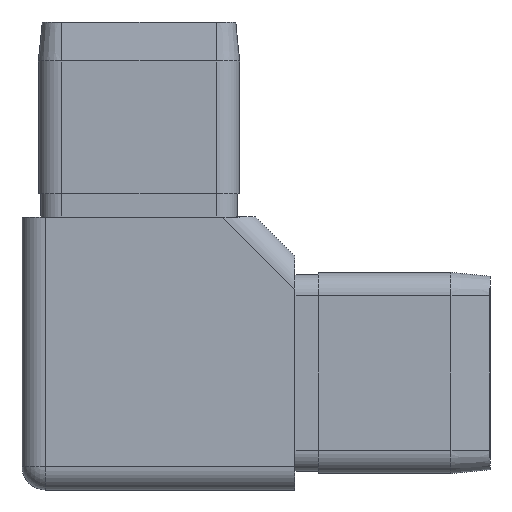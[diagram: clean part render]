
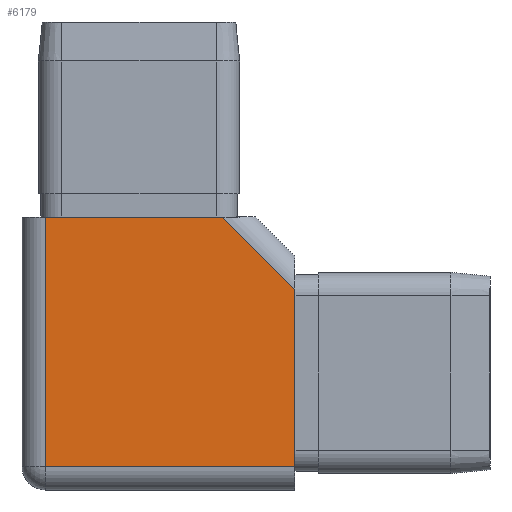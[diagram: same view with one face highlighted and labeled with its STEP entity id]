
A CAD part, left-side view. The second image highlights one B-rep face of the part: STEP entity #6179.
In plain terms, the highlighted planar face has unit normal (-1, 0, 0).
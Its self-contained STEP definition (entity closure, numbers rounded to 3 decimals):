
#16 = CARTESIAN_POINT ( 'NONE',  ( -17.5, -17.5, 17.5 ) ) ;
#919 = CARTESIAN_POINT ( 'NONE',  ( -17.5, -17.5, 8.257 ) ) ;
#1616 = VECTOR ( 'NONE', #16198, 1000. ) ;
#2243 = CARTESIAN_POINT ( 'NONE',  ( -17.5, 14.5, -14.5 ) ) ;
#2883 = VECTOR ( 'NONE', #13379, 1000. ) ;
#2937 = ORIENTED_EDGE ( 'NONE', *, *, #13964, .T. ) ;
#2942 = DIRECTION ( 'NONE',  ( 0., 0., -1. ) ) ;
#3088 = CARTESIAN_POINT ( 'NONE',  ( -17.5, -17.5, -14.5 ) ) ;
#3222 = CARTESIAN_POINT ( 'NONE',  ( -17.5, 17.5, -14.5 ) ) ;
#3453 = CARTESIAN_POINT ( 'NONE',  ( -17.5, 17.5, 17.5 ) ) ;
#3724 = LINE ( 'NONE', #16, #8527 ) ;
#4144 = VECTOR ( 'NONE', #6269, 1000. ) ;
#4364 = EDGE_CURVE ( 'NONE', #15762, #18064, #6082, .T. ) ;
#4656 = EDGE_LOOP ( 'NONE', ( #10052, #5798, #16468, #2937, #6949 ) ) ;
#5176 = LINE ( 'NONE', #10071, #8129 ) ;
#5798 = ORIENTED_EDGE ( 'NONE', *, *, #18073, .T. ) ;
#5879 = CARTESIAN_POINT ( 'NONE',  ( -17.5, 17.5, 17.5 ) ) ;
#6082 = LINE ( 'NONE', #3222, #2883 ) ;
#6179 = ADVANCED_FACE ( 'NONE', ( #11947 ), #7397, .F. ) ;
#6269 = DIRECTION ( 'NONE',  ( 0., -1., 0. ) ) ;
#6768 = VERTEX_POINT ( 'NONE', #919 ) ;
#6866 = LINE ( 'NONE', #3453, #4144 ) ;
#6949 = ORIENTED_EDGE ( 'NONE', *, *, #4364, .T. ) ;
#7397 = PLANE ( 'NONE',  #12875 ) ;
#8129 = VECTOR ( 'NONE', #2942, 1000. ) ;
#8486 = EDGE_CURVE ( 'NONE', #6768, #18064, #3724, .T. ) ;
#8527 = VECTOR ( 'NONE', #10409, 1000. ) ;
#9665 = DIRECTION ( 'NONE',  ( 1., 0., 0. ) ) ;
#10052 = ORIENTED_EDGE ( 'NONE', *, *, #8486, .F. ) ;
#10071 = CARTESIAN_POINT ( 'NONE',  ( -17.5, 14.5, 17.5 ) ) ;
#10409 = DIRECTION ( 'NONE',  ( 0., 0., -1. ) ) ;
#11251 = EDGE_CURVE ( 'NONE', #12731, #11680, #6866, .T. ) ;
#11680 = VERTEX_POINT ( 'NONE', #12086 ) ;
#11855 = CARTESIAN_POINT ( 'NONE',  ( -17.5, -10.379, 15.379 ) ) ;
#11947 = FACE_OUTER_BOUND ( 'NONE', #4656, .T. ) ;
#12086 = CARTESIAN_POINT ( 'NONE',  ( -17.5, -8.257, 17.5 ) ) ;
#12584 = DIRECTION ( 'NONE',  ( 0., 1., 0. ) ) ;
#12731 = VERTEX_POINT ( 'NONE', #13940 ) ;
#12774 = LINE ( 'NONE', #11855, #1616 ) ;
#12875 = AXIS2_PLACEMENT_3D ( 'NONE', #5879, #9665, #12584 ) ;
#13379 = DIRECTION ( 'NONE',  ( 0., -1., 0. ) ) ;
#13940 = CARTESIAN_POINT ( 'NONE',  ( -17.5, 14.5, 17.5 ) ) ;
#13964 = EDGE_CURVE ( 'NONE', #12731, #15762, #5176, .T. ) ;
#15762 = VERTEX_POINT ( 'NONE', #2243 ) ;
#16198 = DIRECTION ( 'NONE',  ( 0., 0.707, 0.707 ) ) ;
#16468 = ORIENTED_EDGE ( 'NONE', *, *, #11251, .F. ) ;
#18064 = VERTEX_POINT ( 'NONE', #3088 ) ;
#18073 = EDGE_CURVE ( 'NONE', #6768, #11680, #12774, .T. ) ;
